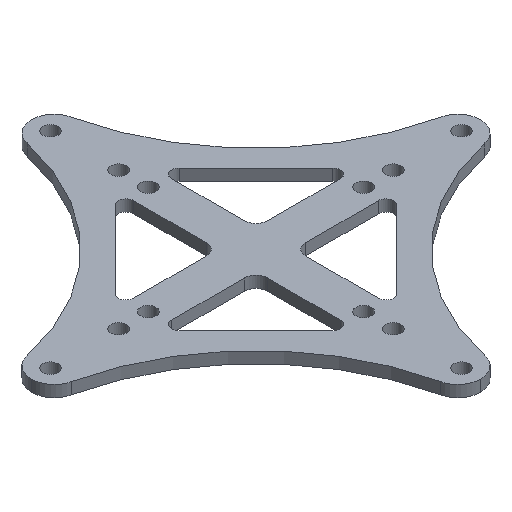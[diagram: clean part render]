
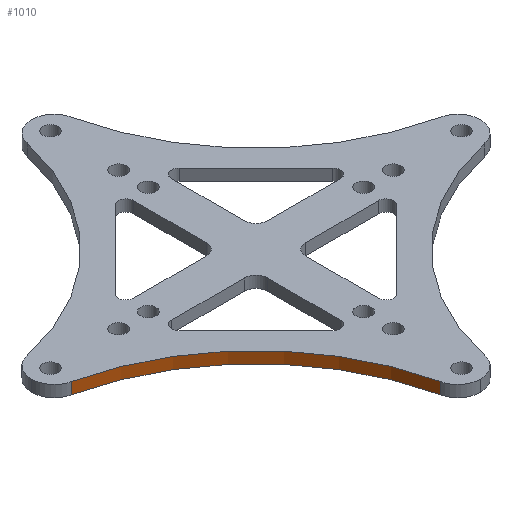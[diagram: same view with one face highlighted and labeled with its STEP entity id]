
A CAD part, isometric view. The second image highlights one B-rep face of the part: STEP entity #1010.
In plain terms, the highlighted cylindrical face has radius 31.82 mm (diameter 63.64 mm), a partial arc.
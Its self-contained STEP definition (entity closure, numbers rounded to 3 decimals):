
#98=FACE_OUTER_BOUND('',#148,.T.);
#148=EDGE_LOOP('',(#797,#798,#799,#800));
#254=LINE('',#1702,#326);
#255=LINE('',#1708,#327);
#326=VECTOR('',#1396,10.);
#327=VECTOR('',#1403,10.);
#387=CIRCLE('',#1125,31.82);
#388=CIRCLE('',#1126,31.82);
#481=VERTEX_POINT('',#1695);
#484=VERTEX_POINT('',#1700);
#485=VERTEX_POINT('',#1704);
#486=VERTEX_POINT('',#1706);
#616=EDGE_CURVE('',#481,#484,#254,.T.);
#617=EDGE_CURVE('',#481,#485,#387,.T.);
#618=EDGE_CURVE('',#486,#484,#388,.T.);
#619=EDGE_CURVE('',#485,#486,#255,.T.);
#797=ORIENTED_EDGE('',*,*,#617,.F.);
#798=ORIENTED_EDGE('',*,*,#616,.T.);
#799=ORIENTED_EDGE('',*,*,#618,.F.);
#800=ORIENTED_EDGE('',*,*,#619,.F.);
#962=CYLINDRICAL_SURFACE('',#1124,31.82);
#1010=ADVANCED_FACE('',(#98),#962,.F.);
#1124=AXIS2_PLACEMENT_3D('',#1703,#1397,#1398);
#1125=AXIS2_PLACEMENT_3D('',#1705,#1399,#1400);
#1126=AXIS2_PLACEMENT_3D('',#1707,#1401,#1402);
#1396=DIRECTION('',(0.,0.,1.));
#1397=DIRECTION('center_axis',(0.,0.,1.));
#1398=DIRECTION('ref_axis',(0.977,0.215,0.));
#1399=DIRECTION('center_axis',(0.,0.,1.));
#1400=DIRECTION('ref_axis',(0.977,0.215,0.));
#1401=DIRECTION('center_axis',(0.,0.,-1.));
#1402=DIRECTION('ref_axis',(0.977,0.215,0.));
#1403=DIRECTION('',(0.,0.,1.));
#1695=CARTESIAN_POINT('',(-2.927,-27.146,0.));
#1700=CARTESIAN_POINT('',(-2.927,-27.146,1.5));
#1702=CARTESIAN_POINT('',(-2.927,-27.146,0.));
#1703=CARTESIAN_POINT('Origin',(-34.,-34.,0.));
#1704=CARTESIAN_POINT('',(-27.146,-2.927,0.));
#1705=CARTESIAN_POINT('Origin',(-34.,-34.,0.));
#1706=CARTESIAN_POINT('',(-27.146,-2.927,1.5));
#1707=CARTESIAN_POINT('Origin',(-34.,-34.,1.5));
#1708=CARTESIAN_POINT('',(-27.146,-2.927,0.));
